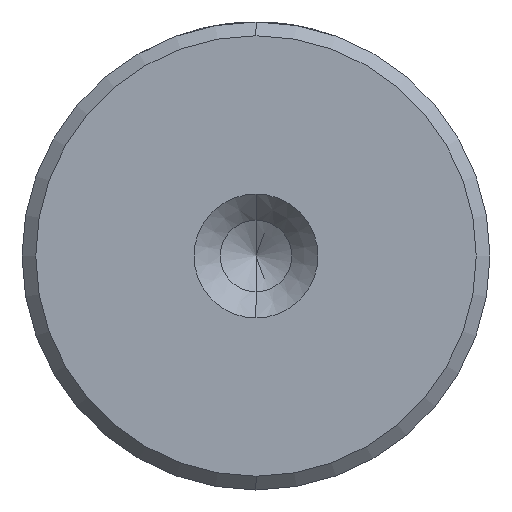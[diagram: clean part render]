
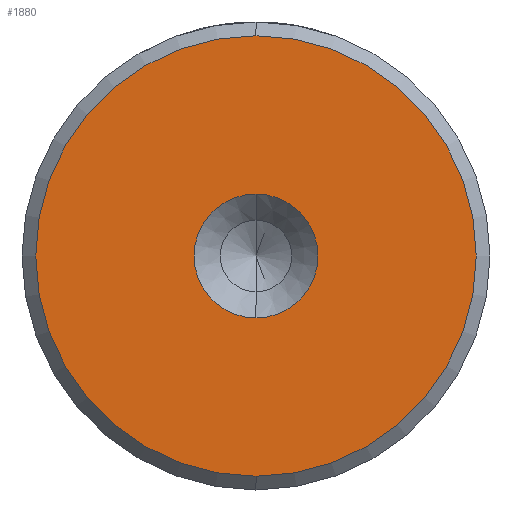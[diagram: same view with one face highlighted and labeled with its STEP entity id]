
A CAD part, left-side view. The second image highlights one B-rep face of the part: STEP entity #1880.
In plain terms, the highlighted planar face has unit normal (-1, 0, 0).
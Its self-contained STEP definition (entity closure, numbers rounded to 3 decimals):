
#102 = AXIS2_PLACEMENT_3D ( 'NONE', #570, #1763, #741 ) ;
#148 = EDGE_LOOP ( 'NONE', ( #402, #431 ) ) ;
#193 = PLANE ( 'NONE',  #102 ) ;
#340 = CARTESIAN_POINT ( 'NONE',  ( 0., 0., 0. ) ) ;
#357 = CARTESIAN_POINT ( 'NONE',  ( 0., 0., 2.25 ) ) ;
#402 = ORIENTED_EDGE ( 'NONE', *, *, #854, .T. ) ;
#418 = FACE_OUTER_BOUND ( 'NONE', #148, .T. ) ;
#431 = ORIENTED_EDGE ( 'NONE', *, *, #2254, .T. ) ;
#570 = CARTESIAN_POINT ( 'NONE',  ( 0., 0., 0. ) ) ;
#662 = ORIENTED_EDGE ( 'NONE', *, *, #1341, .F. ) ;
#687 = DIRECTION ( 'NONE',  ( -1., 0., 0. ) ) ;
#741 = DIRECTION ( 'NONE',  ( 0., 0., 1. ) ) ;
#840 = AXIS2_PLACEMENT_3D ( 'NONE', #872, #2067, #1036 ) ;
#854 = EDGE_CURVE ( 'NONE', #955, #1369, #1719, .T. ) ;
#872 = CARTESIAN_POINT ( 'NONE',  ( 0., 0., 0. ) ) ;
#883 = CARTESIAN_POINT ( 'NONE',  ( 0., 0., -8. ) ) ;
#950 = CARTESIAN_POINT ( 'NONE',  ( 0., 0., 0. ) ) ;
#955 = VERTEX_POINT ( 'NONE', #883 ) ;
#988 = ORIENTED_EDGE ( 'NONE', *, *, #2004, .F. ) ;
#1036 = DIRECTION ( 'NONE',  ( 0., 0., 1. ) ) ;
#1123 = DIRECTION ( 'NONE',  ( 0., 0., 1. ) ) ;
#1322 = AXIS2_PLACEMENT_3D ( 'NONE', #950, #2153, #1123 ) ;
#1341 = EDGE_CURVE ( 'NONE', #2248, #1407, #1618, .T. ) ;
#1357 = EDGE_LOOP ( 'NONE', ( #988, #662 ) ) ;
#1369 = VERTEX_POINT ( 'NONE', #2234 ) ;
#1398 = AXIS2_PLACEMENT_3D ( 'NONE', #1714, #687, #1896 ) ;
#1407 = VERTEX_POINT ( 'NONE', #357 ) ;
#1475 = CIRCLE ( 'NONE', #1322, 2.25 ) ;
#1618 = CIRCLE ( 'NONE', #840, 2.25 ) ;
#1713 = DIRECTION ( 'NONE',  ( -1., 0., 0. ) ) ;
#1714 = CARTESIAN_POINT ( 'NONE',  ( 0., 0., 0. ) ) ;
#1719 = CIRCLE ( 'NONE', #1927, 8. ) ;
#1763 = DIRECTION ( 'NONE',  ( -1., 0., 0. ) ) ;
#1788 = CIRCLE ( 'NONE', #1398, 8. ) ;
#1880 = ADVANCED_FACE ( 'NONE', ( #418, #2185 ), #193, .T. ) ;
#1896 = DIRECTION ( 'NONE',  ( 0., 0., 1. ) ) ;
#1927 = AXIS2_PLACEMENT_3D ( 'NONE', #340, #1713, #2241 ) ;
#2004 = EDGE_CURVE ( 'NONE', #1407, #2248, #1475, .T. ) ;
#2057 = CARTESIAN_POINT ( 'NONE',  ( 0., 0., -2.25 ) ) ;
#2067 = DIRECTION ( 'NONE',  ( -1., 0., 0. ) ) ;
#2153 = DIRECTION ( 'NONE',  ( -1., 0., 0. ) ) ;
#2185 = FACE_BOUND ( 'NONE', #1357, .T. ) ;
#2234 = CARTESIAN_POINT ( 'NONE',  ( 0., 0., 8. ) ) ;
#2241 = DIRECTION ( 'NONE',  ( 0., 0., 1. ) ) ;
#2248 = VERTEX_POINT ( 'NONE', #2057 ) ;
#2254 = EDGE_CURVE ( 'NONE', #1369, #955, #1788, .T. ) ;
